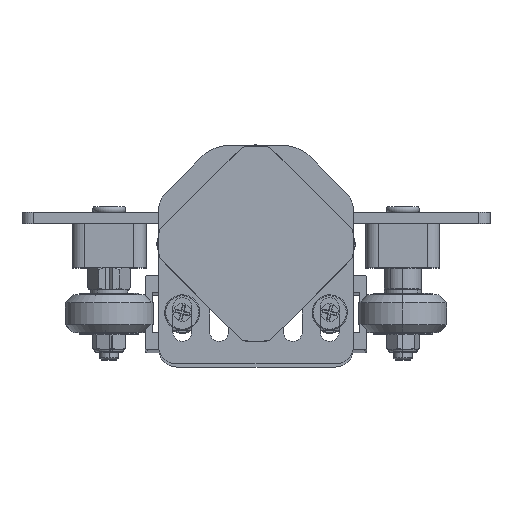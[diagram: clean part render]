
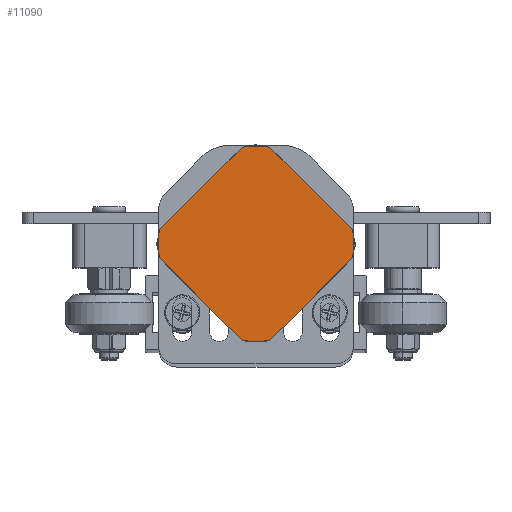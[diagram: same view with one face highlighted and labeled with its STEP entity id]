
A CAD part, top view. The second image highlights one B-rep face of the part: STEP entity #11090.
In plain terms, the highlighted face is planar.
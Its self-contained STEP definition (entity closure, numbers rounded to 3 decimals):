
#462 = VERTEX_POINT ( 'NONE', #15817 ) ;
#1731 = CARTESIAN_POINT ( 'NONE',  ( -21.209, -15.888, -48. ) ) ;
#1773 = EDGE_CURVE ( 'NONE', #6035, #25828, #14291, .T. ) ;
#1900 = VECTOR ( 'NONE', #10257, 1000. ) ;
#2639 = DIRECTION ( 'NONE',  ( 0., 0., 1. ) ) ;
#3272 = AXIS2_PLACEMENT_3D ( 'NONE', #16746, #2639, #19145 ) ;
#3657 = VECTOR ( 'NONE', #11387, 1000. ) ;
#5335 = VERTEX_POINT ( 'NONE', #21129 ) ;
#6035 = VERTEX_POINT ( 'NONE', #7973 ) ;
#6051 = EDGE_CURVE ( 'NONE', #5335, #462, #26003, .T. ) ;
#6154 = CARTESIAN_POINT ( 'NONE',  ( 0., 0., -48. ) ) ;
#6225 = CARTESIAN_POINT ( 'NONE',  ( -21.209, 21.209, -48. ) ) ;
#6643 = CARTESIAN_POINT ( 'NONE',  ( 21.209, -21.209, -48. ) ) ;
#7862 = ORIENTED_EDGE ( 'NONE', *, *, #7985, .T. ) ;
#7973 = CARTESIAN_POINT ( 'NONE',  ( 15.888, -21.209, -48. ) ) ;
#7985 = EDGE_CURVE ( 'NONE', #14888, #15428, #26270, .T. ) ;
#8514 = DIRECTION ( 'NONE',  ( -1., 0., 0. ) ) ;
#9454 = CARTESIAN_POINT ( 'NONE',  ( 0., 0., -48. ) ) ;
#9479 = EDGE_CURVE ( 'NONE', #6035, #17393, #18074, .T. ) ;
#10144 = EDGE_CURVE ( 'NONE', #27923, #462, #28353, .T. ) ;
#10206 = CARTESIAN_POINT ( 'NONE',  ( 21.209, -15.888, -48. ) ) ;
#10257 = DIRECTION ( 'NONE',  ( 0., 1., 0. ) ) ;
#10729 = CARTESIAN_POINT ( 'NONE',  ( -15.888, 21.209, -48. ) ) ;
#11050 = DIRECTION ( 'NONE',  ( -1., 0., 0. ) ) ;
#11090 = ADVANCED_FACE ( 'NONE', ( #20937 ), #18999, .T. ) ;
#11387 = DIRECTION ( 'NONE',  ( 0., -1., 0. ) ) ;
#11828 = DIRECTION ( 'NONE',  ( -1., 0., 0. ) ) ;
#11978 = DIRECTION ( 'NONE',  ( 0., 0., -1. ) ) ;
#12808 = CARTESIAN_POINT ( 'NONE',  ( 0., 0., -48. ) ) ;
#12954 = CARTESIAN_POINT ( 'NONE',  ( -21.209, 15.888, -48. ) ) ;
#14044 = ORIENTED_EDGE ( 'NONE', *, *, #1773, .T. ) ;
#14291 = LINE ( 'NONE', #27531, #22024 ) ;
#14888 = VERTEX_POINT ( 'NONE', #1731 ) ;
#15163 = DIRECTION ( 'NONE',  ( -1., 0., 0. ) ) ;
#15428 = VERTEX_POINT ( 'NONE', #12954 ) ;
#15485 = AXIS2_PLACEMENT_3D ( 'NONE', #26120, #11978, #28467 ) ;
#15533 = ORIENTED_EDGE ( 'NONE', *, *, #6051, .F. ) ;
#15817 = CARTESIAN_POINT ( 'NONE',  ( 15.888, 21.209, -48. ) ) ;
#16746 = CARTESIAN_POINT ( 'NONE',  ( 0., 0., -48. ) ) ;
#17393 = VERTEX_POINT ( 'NONE', #10206 ) ;
#18074 = CIRCLE ( 'NONE', #22180, 26.5 ) ;
#18185 = AXIS2_PLACEMENT_3D ( 'NONE', #12808, #29283, #15163 ) ;
#18395 = CIRCLE ( 'NONE', #30375, 26.5 ) ;
#18999 = PLANE ( 'NONE',  #15485 ) ;
#19145 = DIRECTION ( 'NONE',  ( -1., 0., 0. ) ) ;
#20266 = ORIENTED_EDGE ( 'NONE', *, *, #21570, .F. ) ;
#20290 = CIRCLE ( 'NONE', #3272, 26.5 ) ;
#20937 = FACE_OUTER_BOUND ( 'NONE', #23724, .T. ) ;
#21129 = CARTESIAN_POINT ( 'NONE',  ( 21.209, 15.888, -48. ) ) ;
#21344 = VECTOR ( 'NONE', #25187, 1000. ) ;
#21570 = EDGE_CURVE ( 'NONE', #27923, #15428, #20290, .T. ) ;
#22024 = VECTOR ( 'NONE', #11050, 1000. ) ;
#22061 = EDGE_CURVE ( 'NONE', #5335, #17393, #27250, .T. ) ;
#22180 = AXIS2_PLACEMENT_3D ( 'NONE', #6154, #22618, #8514 ) ;
#22542 = EDGE_CURVE ( 'NONE', #14888, #25828, #18395, .T. ) ;
#22618 = DIRECTION ( 'NONE',  ( 0., 0., 1. ) ) ;
#23391 = ORIENTED_EDGE ( 'NONE', *, *, #22542, .F. ) ;
#23724 = EDGE_LOOP ( 'NONE', ( #20266, #25753, #15533, #25231, #25442, #14044, #23391, #7862 ) ) ;
#24376 = CARTESIAN_POINT ( 'NONE',  ( -21.209, -21.209, -48. ) ) ;
#25187 = DIRECTION ( 'NONE',  ( 1., 0., 0. ) ) ;
#25224 = CARTESIAN_POINT ( 'NONE',  ( -15.888, -21.209, -48. ) ) ;
#25231 = ORIENTED_EDGE ( 'NONE', *, *, #22061, .T. ) ;
#25442 = ORIENTED_EDGE ( 'NONE', *, *, #9479, .F. ) ;
#25753 = ORIENTED_EDGE ( 'NONE', *, *, #10144, .T. ) ;
#25828 = VERTEX_POINT ( 'NONE', #25224 ) ;
#25971 = DIRECTION ( 'NONE',  ( 0., 0., 1. ) ) ;
#26003 = CIRCLE ( 'NONE', #18185, 26.5 ) ;
#26120 = CARTESIAN_POINT ( 'NONE',  ( 0., 0., -48. ) ) ;
#26270 = LINE ( 'NONE', #24376, #1900 ) ;
#27250 = LINE ( 'NONE', #6643, #3657 ) ;
#27531 = CARTESIAN_POINT ( 'NONE',  ( -21.209, -21.209, -48. ) ) ;
#27923 = VERTEX_POINT ( 'NONE', #10729 ) ;
#28353 = LINE ( 'NONE', #6225, #21344 ) ;
#28467 = DIRECTION ( 'NONE',  ( -1., 0., 0. ) ) ;
#29283 = DIRECTION ( 'NONE',  ( 0., 0., 1. ) ) ;
#30375 = AXIS2_PLACEMENT_3D ( 'NONE', #9454, #25971, #11828 ) ;
